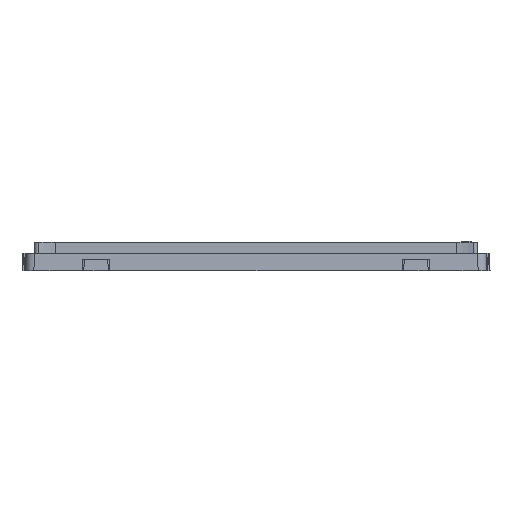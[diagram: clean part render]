
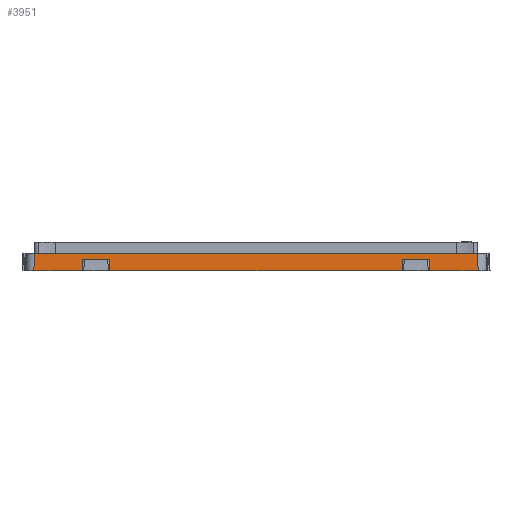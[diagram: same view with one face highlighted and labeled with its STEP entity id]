
A CAD part, left-side view. The second image highlights one B-rep face of the part: STEP entity #3951.
In plain terms, the highlighted planar face has unit normal (-0.999, 0, 0.035).
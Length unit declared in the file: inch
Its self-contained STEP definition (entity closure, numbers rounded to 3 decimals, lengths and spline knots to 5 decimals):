
#248 = CARTESIAN_POINT ( 'NONE',  ( -4.17476, -2.935, 0.15 ) ) ;
#506 = VECTOR ( 'NONE', #7036, 39.37008 ) ;
#555 = EDGE_LOOP ( 'NONE', ( #11305, #4407, #6688, #2575, #7618, #8567, #682, #8204, #5905, #11047, #2613, #6662 ) ) ;
#682 = ORIENTED_EDGE ( 'NONE', *, *, #10462, .F. ) ;
#1152 = VECTOR ( 'NONE', #4846, 39.37008 ) ;
#1452 = VECTOR ( 'NONE', #4701, 39.37008 ) ;
#1727 = CARTESIAN_POINT ( 'NONE',  ( -4.18, 2.82607, 0. ) ) ;
#1975 = EDGE_CURVE ( 'NONE', #10820, #9706, #11266, .T. ) ;
#1995 = EDGE_CURVE ( 'NONE', #5528, #11610, #3592, .T. ) ;
#2014 = DIRECTION ( 'NONE',  ( -0.035, -0.035, -0.999 ) ) ;
#2031 = EDGE_CURVE ( 'NONE', #6159, #2072, #10680, .T. ) ;
#2072 = VERTEX_POINT ( 'NONE', #4165 ) ;
#2157 = DIRECTION ( 'NONE',  ( 0., -1., 0. ) ) ;
#2179 = VERTEX_POINT ( 'NONE', #6199 ) ;
#2232 = LINE ( 'NONE', #10881, #11464 ) ;
#2351 = LINE ( 'NONE', #5488, #11590 ) ;
#2476 = CARTESIAN_POINT ( 'NONE',  ( -4.18, -2.935, 0. ) ) ;
#2575 = ORIENTED_EDGE ( 'NONE', *, *, #6202, .T. ) ;
#2613 = ORIENTED_EDGE ( 'NONE', *, *, #2031, .F. ) ;
#2779 = FACE_OUTER_BOUND ( 'NONE', #555, .T. ) ;
#2945 = VERTEX_POINT ( 'NONE', #1727 ) ;
#3592 = LINE ( 'NONE', #6657, #1152 ) ;
#3642 = PLANE ( 'NONE',  #5575 ) ;
#3722 = EDGE_CURVE ( 'NONE', #2179, #2945, #7254, .T. ) ;
#3761 = CARTESIAN_POINT ( 'NONE',  ( -4.17869, -1.86131, 0.03745 ) ) ;
#3768 = VECTOR ( 'NONE', #7988, 39.37008 ) ;
#3951 = ADVANCED_FACE ( 'NONE', ( #2779 ), #3642, .T. ) ;
#4037 = CARTESIAN_POINT ( 'NONE',  ( -4.18, -2.82607, 0. ) ) ;
#4040 = CARTESIAN_POINT ( 'NONE',  ( -4.17476, -2.20476, 0.15 ) ) ;
#4165 = CARTESIAN_POINT ( 'NONE',  ( -4.17476, 2.20476, 0.15 ) ) ;
#4407 = ORIENTED_EDGE ( 'NONE', *, *, #1975, .T. ) ;
#4413 = DIRECTION ( 'NONE',  ( 0., -1., 0. ) ) ;
#4572 = DIRECTION ( 'NONE',  ( 0.035, 0., 0.999 ) ) ;
#4701 = DIRECTION ( 'NONE',  ( 0.035, -0.035, 0.999 ) ) ;
#4846 = DIRECTION ( 'NONE',  ( 0.035, 0.035, 0.999 ) ) ;
#4932 = VECTOR ( 'NONE', #7860, 39.37008 ) ;
#5382 = CARTESIAN_POINT ( 'NONE',  ( -4.17214, -2.81821, 0.225 ) ) ;
#5389 = DIRECTION ( 'NONE',  ( 0., -1., 0. ) ) ;
#5403 = LINE ( 'NONE', #7932, #506 ) ;
#5451 = CARTESIAN_POINT ( 'NONE',  ( -4.18, -2.935, 0. ) ) ;
#5488 = CARTESIAN_POINT ( 'NONE',  ( -4.17374, 2.20374, 0.17923 ) ) ;
#5528 = VERTEX_POINT ( 'NONE', #4037 ) ;
#5575 = AXIS2_PLACEMENT_3D ( 'NONE', #5451, #10082, #4572 ) ;
#5760 = VECTOR ( 'NONE', #5389, 39.37008 ) ;
#5797 = CARTESIAN_POINT ( 'NONE',  ( -4.17214, -2.935, 0.225 ) ) ;
#5905 = ORIENTED_EDGE ( 'NONE', *, *, #7588, .T. ) ;
#5985 = CARTESIAN_POINT ( 'NONE',  ( -4.18, 2.21, 0. ) ) ;
#6159 = VERTEX_POINT ( 'NONE', #8811 ) ;
#6199 = CARTESIAN_POINT ( 'NONE',  ( -4.17214, 2.81821, 0.225 ) ) ;
#6202 = EDGE_CURVE ( 'NONE', #6996, #6522, #5403, .T. ) ;
#6208 = LINE ( 'NONE', #2476, #3768 ) ;
#6484 = EDGE_CURVE ( 'NONE', #6159, #9217, #11753, .T. ) ;
#6522 = VERTEX_POINT ( 'NONE', #7635 ) ;
#6657 = CARTESIAN_POINT ( 'NONE',  ( -4.18013, -2.8262, -0.00379 ) ) ;
#6662 = ORIENTED_EDGE ( 'NONE', *, *, #6484, .T. ) ;
#6688 = ORIENTED_EDGE ( 'NONE', *, *, #9353, .T. ) ;
#6703 = DIRECTION ( 'NONE',  ( 0., 1., 0. ) ) ;
#6922 = CARTESIAN_POINT ( 'NONE',  ( -4.18, -2.935, 0. ) ) ;
#6956 = CARTESIAN_POINT ( 'NONE',  ( -4.18, 1.86, 0. ) ) ;
#6996 = VERTEX_POINT ( 'NONE', #4040 ) ;
#7036 = DIRECTION ( 'NONE',  ( -0.035, -0.035, -0.999 ) ) ;
#7121 = VECTOR ( 'NONE', #2014, 39.37008 ) ;
#7194 = CARTESIAN_POINT ( 'NONE',  ( -4.17476, -2.935, 0.15 ) ) ;
#7254 = LINE ( 'NONE', #11649, #11605 ) ;
#7510 = CARTESIAN_POINT ( 'NONE',  ( -4.18583, 1.85417, -0.16704 ) ) ;
#7588 = EDGE_CURVE ( 'NONE', #2945, #11078, #9829, .T. ) ;
#7618 = ORIENTED_EDGE ( 'NONE', *, *, #10730, .T. ) ;
#7635 = CARTESIAN_POINT ( 'NONE',  ( -4.18, -2.21, 0. ) ) ;
#7778 = LINE ( 'NONE', #7194, #5760 ) ;
#7860 = DIRECTION ( 'NONE',  ( 0., -1., 0. ) ) ;
#7932 = CARTESIAN_POINT ( 'NONE',  ( -4.18088, -2.21088, -0.02526 ) ) ;
#7988 = DIRECTION ( 'NONE',  ( 0., -1., 0. ) ) ;
#8184 = CARTESIAN_POINT ( 'NONE',  ( -4.18, -1.86, 0. ) ) ;
#8204 = ORIENTED_EDGE ( 'NONE', *, *, #3722, .T. ) ;
#8208 = VECTOR ( 'NONE', #6703, 39.37008 ) ;
#8567 = ORIENTED_EDGE ( 'NONE', *, *, #1995, .T. ) ;
#8811 = CARTESIAN_POINT ( 'NONE',  ( -4.17476, 1.86524, 0.15 ) ) ;
#8879 = DIRECTION ( 'NONE',  ( -0.035, 0.035, -0.999 ) ) ;
#9217 = VERTEX_POINT ( 'NONE', #6956 ) ;
#9353 = EDGE_CURVE ( 'NONE', #9706, #6996, #7778, .T. ) ;
#9412 = VECTOR ( 'NONE', #2157, 39.37008 ) ;
#9706 = VERTEX_POINT ( 'NONE', #10597 ) ;
#9829 = LINE ( 'NONE', #6922, #4932 ) ;
#10082 = DIRECTION ( 'NONE',  ( -0.999, 0., 0.035 ) ) ;
#10462 = EDGE_CURVE ( 'NONE', #2179, #11610, #11904, .T. ) ;
#10597 = CARTESIAN_POINT ( 'NONE',  ( -4.17476, -1.86524, 0.15 ) ) ;
#10680 = LINE ( 'NONE', #248, #8208 ) ;
#10730 = EDGE_CURVE ( 'NONE', #6522, #5528, #2232, .T. ) ;
#10820 = VERTEX_POINT ( 'NONE', #8184 ) ;
#10881 = CARTESIAN_POINT ( 'NONE',  ( -4.18, -2.935, 0. ) ) ;
#11047 = ORIENTED_EDGE ( 'NONE', *, *, #11645, .T. ) ;
#11078 = VERTEX_POINT ( 'NONE', #5985 ) ;
#11266 = LINE ( 'NONE', #3761, #1452 ) ;
#11305 = ORIENTED_EDGE ( 'NONE', *, *, #11932, .T. ) ;
#11464 = VECTOR ( 'NONE', #4413, 39.37008 ) ;
#11590 = VECTOR ( 'NONE', #11963, 39.37008 ) ;
#11605 = VECTOR ( 'NONE', #8879, 39.37008 ) ;
#11610 = VERTEX_POINT ( 'NONE', #5382 ) ;
#11645 = EDGE_CURVE ( 'NONE', #11078, #2072, #2351, .T. ) ;
#11649 = CARTESIAN_POINT ( 'NONE',  ( -4.17299, 2.81906, 0.20069 ) ) ;
#11753 = LINE ( 'NONE', #7510, #7121 ) ;
#11904 = LINE ( 'NONE', #5797, #9412 ) ;
#11932 = EDGE_CURVE ( 'NONE', #9217, #10820, #6208, .T. ) ;
#11963 = DIRECTION ( 'NONE',  ( 0.035, -0.035, 0.999 ) ) ;
